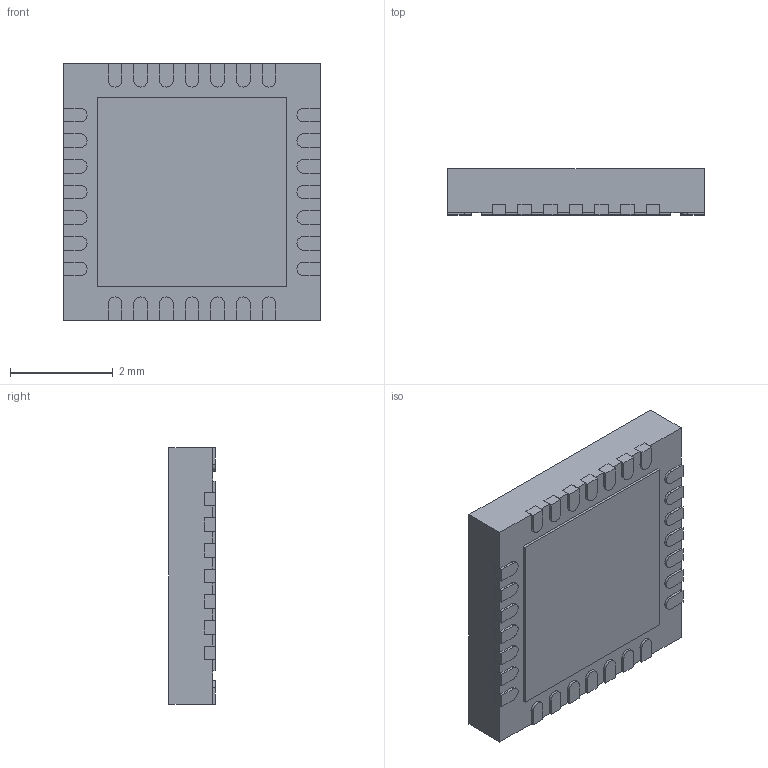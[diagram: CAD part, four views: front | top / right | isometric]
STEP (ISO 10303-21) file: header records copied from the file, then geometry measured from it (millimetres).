
FILE_DESCRIPTION(('FreeCAD Model'),'2;1');
FILE_NAME('Open CASCADE Shape Model','2025-08-27T22:26:19',(''),(''), 'Open CASCADE STEP processor 7.8','FreeCAD','Unknown');
FILE_SCHEMA(('AUTOMOTIVE_DESIGN { 1 0 10303 214 1 1 1 1 }'));
Length unit declared in the file: millimetre
Products named in the file (10): QFN_standard; Body_Solid1; Body001_Solid1; Array_Solid1; Array001_Solid2; Body002_Solid1; Array002_Solid1; Array003_Solid2; Body003_Solid1; Body004_Solid1
Assembly tree (31 placements, depth 2):
  QFN_standard
    Body_Solid1
    Body001_Solid1
    Array_Solid1  x7
    Array001_Solid2  x6
    Body002_Solid1
    Array002_Solid1  x7
    Array003_Solid2  x6
    Body003_Solid1
    Body004_Solid1
Bounding box: 5 x 0.9 x 5 mm (x, y, z)
Volume: 22.1 mm3; surface area: 113.6 mm2
Topology: 31 solids, 31 shells, 297 faces, 702 edges, 468 vertices
Faces by surface type: plane 239, cylinder 58
Full cylindrical faces by diameter (mm): 0.5 x2
Entity records: 5996 total; most frequent: CARTESIAN_POINT 927, DIRECTION 904, ORIENTED_EDGE 876, EDGE_CURVE 438, LINE 366, VECTOR 366, VERTEX_POINT 292, AXIS2_PLACEMENT_3D 269
